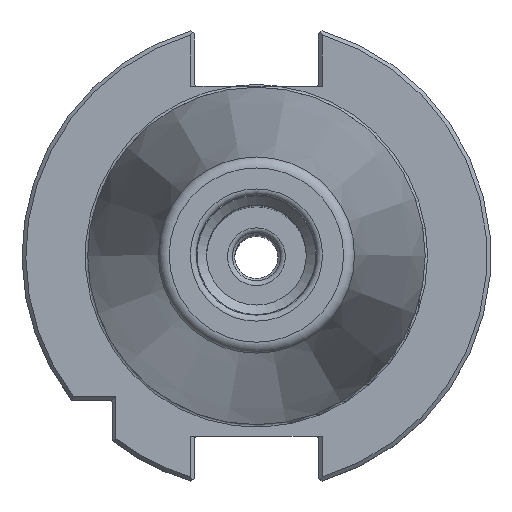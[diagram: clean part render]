
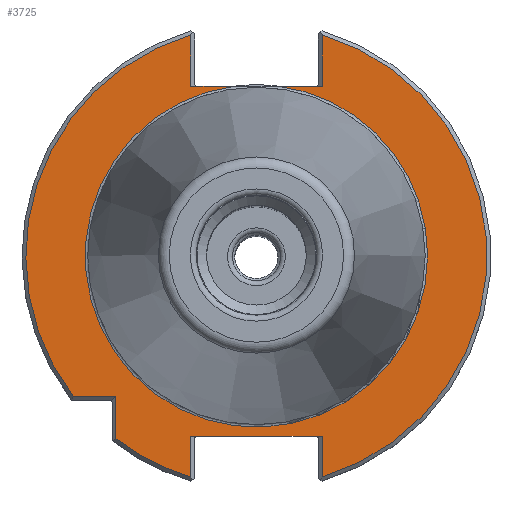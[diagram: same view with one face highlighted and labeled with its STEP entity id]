
A CAD part, top view. The second image highlights one B-rep face of the part: STEP entity #3725.
In plain terms, the highlighted planar face has unit normal (0, 0, 1).
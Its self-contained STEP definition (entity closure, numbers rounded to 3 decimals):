
#117=LINE('',#5332,#221);
#121=LINE('',#5348,#225);
#133=LINE('',#5490,#237);
#138=LINE('',#5504,#242);
#159=LINE('',#5570,#263);
#160=LINE('',#5572,#264);
#161=LINE('',#5574,#265);
#162=LINE('',#5575,#266);
#163=LINE('',#5576,#267);
#221=VECTOR('',#4518,1000.);
#225=VECTOR('',#4528,1000.);
#237=VECTOR('',#4598,1000.);
#242=VECTOR('',#4609,1000.);
#263=VECTOR('',#4668,1000.);
#264=VECTOR('',#4671,1000.);
#265=VECTOR('',#4672,1000.);
#266=VECTOR('',#4673,1000.);
#267=VECTOR('',#4674,1000.);
#402=PLANE('',#4025);
#829=ORIENTED_EDGE('',*,*,#1207,.T.);
#830=ORIENTED_EDGE('',*,*,#1281,.T.);
#831=ORIENTED_EDGE('',*,*,#1282,.F.);
#832=ORIENTED_EDGE('',*,*,#1283,.T.);
#833=ORIENTED_EDGE('',*,*,#1209,.T.);
#834=ORIENTED_EDGE('',*,*,#1251,.T.);
#835=ORIENTED_EDGE('',*,*,#1284,.F.);
#836=ORIENTED_EDGE('',*,*,#1205,.F.);
#837=ORIENTED_EDGE('',*,*,#1285,.F.);
#838=ORIENTED_EDGE('',*,*,#1244,.T.);
#839=ORIENTED_EDGE('',*,*,#1202,.T.);
#840=ORIENTED_EDGE('',*,*,#1201,.T.);
#841=ORIENTED_EDGE('',*,*,#1194,.T.);
#1194=EDGE_CURVE('',#1488,#1487,#117,.T.);
#1201=EDGE_CURVE('',#1491,#1488,#121,.T.);
#1202=EDGE_CURVE('',#1493,#1491,#1696,.T.);
#1205=EDGE_CURVE('',#1495,#1494,#1698,.T.);
#1207=EDGE_CURVE('',#1487,#1496,#1699,.T.);
#1209=EDGE_CURVE('',#1499,#1498,#1700,.T.);
#1244=EDGE_CURVE('',#1522,#1493,#133,.T.);
#1251=EDGE_CURVE('',#1498,#1527,#138,.T.);
#1281=EDGE_CURVE('',#1496,#1545,#159,.T.);
#1282=EDGE_CURVE('',#1546,#1545,#160,.T.);
#1283=EDGE_CURVE('',#1546,#1499,#161,.T.);
#1284=EDGE_CURVE('',#1494,#1527,#162,.T.);
#1285=EDGE_CURVE('',#1522,#1495,#163,.T.);
#1487=VERTEX_POINT('',#5331);
#1488=VERTEX_POINT('',#5333);
#1491=VERTEX_POINT('',#5344);
#1493=VERTEX_POINT('',#5351);
#1494=VERTEX_POINT('',#5358);
#1495=VERTEX_POINT('',#5359);
#1496=VERTEX_POINT('',#5366);
#1498=VERTEX_POINT('',#5374);
#1499=VERTEX_POINT('',#5376);
#1522=VERTEX_POINT('',#5491);
#1527=VERTEX_POINT('',#5503);
#1545=VERTEX_POINT('',#5569);
#1546=VERTEX_POINT('',#5573);
#1696=CIRCLE('',#3975,47.95);
#1698=CIRCLE('',#3978,35.591);
#1699=CIRCLE('',#3980,47.95);
#1700=CIRCLE('',#3982,47.95);
#1934=EDGE_LOOP('',(#829,#830,#831,#832,#833,#834,#835,#836,#837,#838,#839,
#840,#841));
#2217=FACE_BOUND('',#1934,.T.);
#3725=ADVANCED_FACE('',(#2217),#402,.T.);
#3975=AXIS2_PLACEMENT_3D('',#5350,#4531,#4532);
#3978=AXIS2_PLACEMENT_3D('',#5360,#4537,#4538);
#3980=AXIS2_PLACEMENT_3D('',#5367,#4541,#4542);
#3982=AXIS2_PLACEMENT_3D('',#5375,#4545,#4546);
#4025=AXIS2_PLACEMENT_3D('',#5571,#4669,#4670);
#4518=DIRECTION('',(0.,-1.,0.));
#4528=DIRECTION('',(1.,0.,0.));
#4531=DIRECTION('',(0.,0.,1.));
#4532=DIRECTION('',(1.,0.,0.));
#4537=DIRECTION('',(0.,0.,1.));
#4538=DIRECTION('',(1.,0.,0.));
#4541=DIRECTION('',(0.,0.,1.));
#4542=DIRECTION('',(1.,0.,0.));
#4545=DIRECTION('',(0.,0.,1.));
#4546=DIRECTION('',(1.,0.,0.));
#4598=DIRECTION('',(0.,1.,0.));
#4609=DIRECTION('',(0.,-1.,0.));
#4668=DIRECTION('',(0.,1.,0.));
#4669=DIRECTION('',(0.,0.,1.));
#4670=DIRECTION('',(1.,0.,0.));
#4671=DIRECTION('',(-1.,0.,0.));
#4672=DIRECTION('',(0.,-1.,0.));
#4673=DIRECTION('',(1.,0.,0.));
#4674=DIRECTION('',(1.,0.,0.));
#5331=CARTESIAN_POINT('',(-29.2,-38.034,-3.2));
#5332=CARTESIAN_POINT('',(-29.2,-38.616,-3.2));
#5333=CARTESIAN_POINT('',(-29.2,-29.2,-3.2));
#5344=CARTESIAN_POINT('',(-38.034,-29.2,-3.2));
#5348=CARTESIAN_POINT('',(-30.,-29.2,-3.2));
#5350=CARTESIAN_POINT('',(0.,0.,-3.2));
#5351=CARTESIAN_POINT('',(-13.65,45.966,-3.2));
#5358=CARTESIAN_POINT('',(4.543,35.3,-3.2));
#5359=CARTESIAN_POINT('',(-4.543,35.3,-3.2));
#5360=CARTESIAN_POINT('',(0.,0.,-3.2));
#5366=CARTESIAN_POINT('',(-13.65,-45.966,-3.2));
#5367=CARTESIAN_POINT('',(0.,0.,-3.2));
#5374=CARTESIAN_POINT('',(13.65,45.966,-3.2));
#5375=CARTESIAN_POINT('',(0.,0.,-3.2));
#5376=CARTESIAN_POINT('',(13.65,-45.966,-3.2));
#5490=CARTESIAN_POINT('',(-13.65,47.181,-3.2));
#5491=CARTESIAN_POINT('',(-13.65,35.3,-3.2));
#5503=CARTESIAN_POINT('',(13.65,35.3,-3.2));
#5504=CARTESIAN_POINT('',(13.65,35.3,-3.2));
#5569=CARTESIAN_POINT('',(-13.65,-37.5,-3.2));
#5570=CARTESIAN_POINT('',(-13.65,-37.5,-3.2));
#5571=CARTESIAN_POINT('',(35.591,0.,-3.2));
#5572=CARTESIAN_POINT('',(12.85,-37.5,-3.2));
#5573=CARTESIAN_POINT('',(13.65,-37.5,-3.2));
#5574=CARTESIAN_POINT('',(13.65,-47.181,-3.2));
#5575=CARTESIAN_POINT('',(-12.85,35.3,-3.2));
#5576=CARTESIAN_POINT('',(-12.85,35.3,-3.2));
